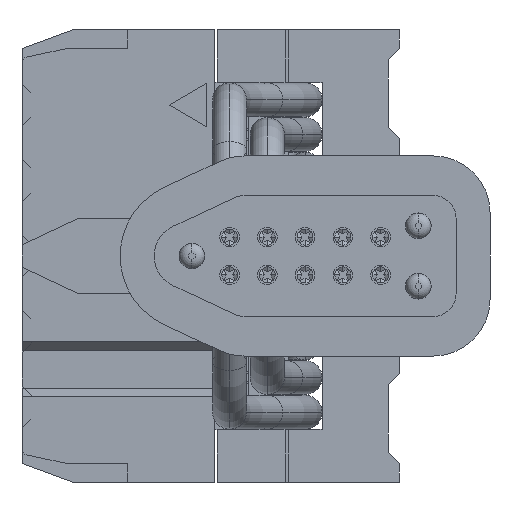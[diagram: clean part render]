
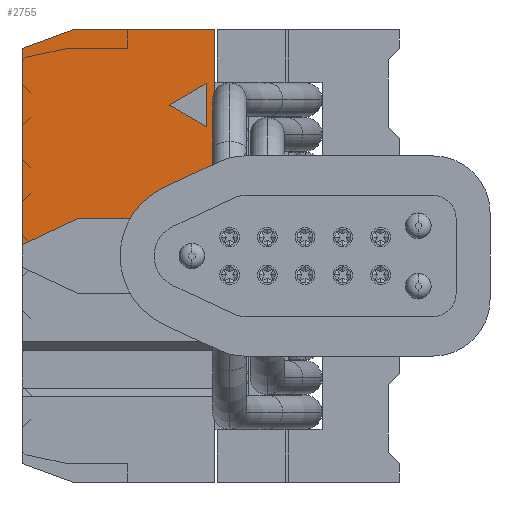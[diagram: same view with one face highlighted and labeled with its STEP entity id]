
A CAD part, front view. The second image highlights one B-rep face of the part: STEP entity #2755.
In plain terms, the highlighted planar face has unit normal (0, -1, 0).
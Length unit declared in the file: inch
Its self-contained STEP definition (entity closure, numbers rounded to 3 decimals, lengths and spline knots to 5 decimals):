
#23 = VECTOR ( 'NONE', #4273, 39.37008 ) ;
#186 = CARTESIAN_POINT ( 'NONE',  ( -0.375, 7.569, 0.275 ) ) ;
#319 = ORIENTED_EDGE ( 'NONE', *, *, #16154, .T. ) ;
#1014 = DIRECTION ( 'NONE',  ( 0., 0., -1. ) ) ;
#1028 = VECTOR ( 'NONE', #17169, 39.37008 ) ;
#1694 = VECTOR ( 'NONE', #1014, 39.37008 ) ;
#1776 = CARTESIAN_POINT ( 'NONE',  ( -0.375, 7.569, 0.015 ) ) ;
#2079 = VECTOR ( 'NONE', #13522, 39.37008 ) ;
#2169 = LINE ( 'NONE', #7083, #1694 ) ;
#2702 = VERTEX_POINT ( 'NONE', #2763 ) ;
#2755 = ADVANCED_FACE ( 'NONE', ( #15469, #3456 ), #11543, .F. ) ;
#2763 = CARTESIAN_POINT ( 'NONE',  ( -0.12, 7.569, 0.3 ) ) ;
#3070 = VERTEX_POINT ( 'NONE', #18542 ) ;
#3375 = CARTESIAN_POINT ( 'NONE',  ( -0.13, 7.569, 0.22887 ) ) ;
#3456 = FACE_OUTER_BOUND ( 'NONE', #6228, .T. ) ;
#3936 = VERTEX_POINT ( 'NONE', #186 ) ;
#4188 = CARTESIAN_POINT ( 'NONE',  ( -0.29994, 7.569, 0.05 ) ) ;
#4190 = VECTOR ( 'NONE', #17335, 39.37008 ) ;
#4273 = DIRECTION ( 'NONE',  ( -0.866, 0., -0.5 ) ) ;
#5251 = CARTESIAN_POINT ( 'NONE',  ( -0.18, 7.569, 0.2 ) ) ;
#5418 = LINE ( 'NONE', #7292, #23 ) ;
#5478 = CARTESIAN_POINT ( 'NONE',  ( -0.13, 7.569, 0.17113 ) ) ;
#5590 = CARTESIAN_POINT ( 'NONE',  ( -0.12, 7.569, 0.23 ) ) ;
#5635 = EDGE_CURVE ( 'NONE', #3070, #2702, #16391, .T. ) ;
#5983 = ORIENTED_EDGE ( 'NONE', *, *, #10114, .T. ) ;
#6134 = CARTESIAN_POINT ( 'NONE',  ( -0.13, 7.569, 0.17113 ) ) ;
#6228 = EDGE_LOOP ( 'NONE', ( #15787, #5983, #6469, #10428, #15566, #319 ) ) ;
#6326 = EDGE_CURVE ( 'NONE', #11232, #11146, #17288, .T. ) ;
#6338 = VECTOR ( 'NONE', #16437, 39.37008 ) ;
#6469 = ORIENTED_EDGE ( 'NONE', *, *, #8426, .F. ) ;
#7083 = CARTESIAN_POINT ( 'NONE',  ( -0.375, 7.569, -0.3 ) ) ;
#7292 = CARTESIAN_POINT ( 'NONE',  ( -0.13, 7.569, 0.22887 ) ) ;
#7712 = AXIS2_PLACEMENT_3D ( 'NONE', #14562, #19107, #13272 ) ;
#8345 = LINE ( 'NONE', #6134, #2079 ) ;
#8426 = EDGE_CURVE ( 'NONE', #19083, #13566, #14177, .T. ) ;
#8648 = EDGE_CURVE ( 'NONE', #3936, #15721, #12734, .T. ) ;
#10114 = EDGE_CURVE ( 'NONE', #3936, #13566, #2169, .T. ) ;
#10178 = CARTESIAN_POINT ( 'NONE',  ( -0.12, 7.569, 0.05 ) ) ;
#10200 = DIRECTION ( 'NONE',  ( 0.94, 0., 0.342 ) ) ;
#10294 = EDGE_CURVE ( 'NONE', #14559, #11232, #5418, .T. ) ;
#10428 = ORIENTED_EDGE ( 'NONE', *, *, #11161, .F. ) ;
#11146 = VERTEX_POINT ( 'NONE', #5478 ) ;
#11161 = EDGE_CURVE ( 'NONE', #3070, #19083, #15059, .T. ) ;
#11232 = VERTEX_POINT ( 'NONE', #15880 ) ;
#11543 = PLANE ( 'NONE',  #7712 ) ;
#11561 = CARTESIAN_POINT ( 'NONE',  ( -0.29994, 7.569, 0.05 ) ) ;
#12413 = EDGE_CURVE ( 'NONE', #11146, #14559, #8345, .T. ) ;
#12515 = EDGE_LOOP ( 'NONE', ( #17421, #13230, #18120 ) ) ;
#12734 = LINE ( 'NONE', #13206, #16746 ) ;
#13206 = CARTESIAN_POINT ( 'NONE',  ( -0.13225, 7.569, 0.36335 ) ) ;
#13230 = ORIENTED_EDGE ( 'NONE', *, *, #12413, .F. ) ;
#13272 = DIRECTION ( 'NONE',  ( -1., 0., 0. ) ) ;
#13522 = DIRECTION ( 'NONE',  ( 0., 0., 1. ) ) ;
#13566 = VERTEX_POINT ( 'NONE', #1776 ) ;
#14177 = LINE ( 'NONE', #4188, #6338 ) ;
#14231 = DIRECTION ( 'NONE',  ( -1., 0., 0. ) ) ;
#14299 = DIRECTION ( 'NONE',  ( 0., 0., 1. ) ) ;
#14559 = VERTEX_POINT ( 'NONE', #3375 ) ;
#14562 = CARTESIAN_POINT ( 'NONE',  ( 0., 7.569, 0. ) ) ;
#15059 = LINE ( 'NONE', #10178, #4190 ) ;
#15469 = FACE_BOUND ( 'NONE', #12515, .T. ) ;
#15566 = ORIENTED_EDGE ( 'NONE', *, *, #5635, .T. ) ;
#15721 = VERTEX_POINT ( 'NONE', #17210 ) ;
#15787 = ORIENTED_EDGE ( 'NONE', *, *, #8648, .F. ) ;
#15880 = CARTESIAN_POINT ( 'NONE',  ( -0.18, 7.569, 0.2 ) ) ;
#15892 = VECTOR ( 'NONE', #14231, 39.37008 ) ;
#15914 = VECTOR ( 'NONE', #14299, 39.37008 ) ;
#16145 = LINE ( 'NONE', #17255, #15892 ) ;
#16154 = EDGE_CURVE ( 'NONE', #2702, #15721, #16145, .T. ) ;
#16391 = LINE ( 'NONE', #5590, #15914 ) ;
#16437 = DIRECTION ( 'NONE',  ( -0.906, 0., -0.423 ) ) ;
#16746 = VECTOR ( 'NONE', #10200, 39.37008 ) ;
#17169 = DIRECTION ( 'NONE',  ( 0.866, 0., -0.5 ) ) ;
#17210 = CARTESIAN_POINT ( 'NONE',  ( -0.30631, 7.569, 0.3 ) ) ;
#17255 = CARTESIAN_POINT ( 'NONE',  ( -0.375, 7.569, 0.3 ) ) ;
#17288 = LINE ( 'NONE', #5251, #1028 ) ;
#17335 = DIRECTION ( 'NONE',  ( -1., 0., 0. ) ) ;
#17421 = ORIENTED_EDGE ( 'NONE', *, *, #10294, .F. ) ;
#18120 = ORIENTED_EDGE ( 'NONE', *, *, #6326, .F. ) ;
#18542 = CARTESIAN_POINT ( 'NONE',  ( -0.12, 7.569, 0.05 ) ) ;
#19083 = VERTEX_POINT ( 'NONE', #11561 ) ;
#19107 = DIRECTION ( 'NONE',  ( 0., 1., 0. ) ) ;
